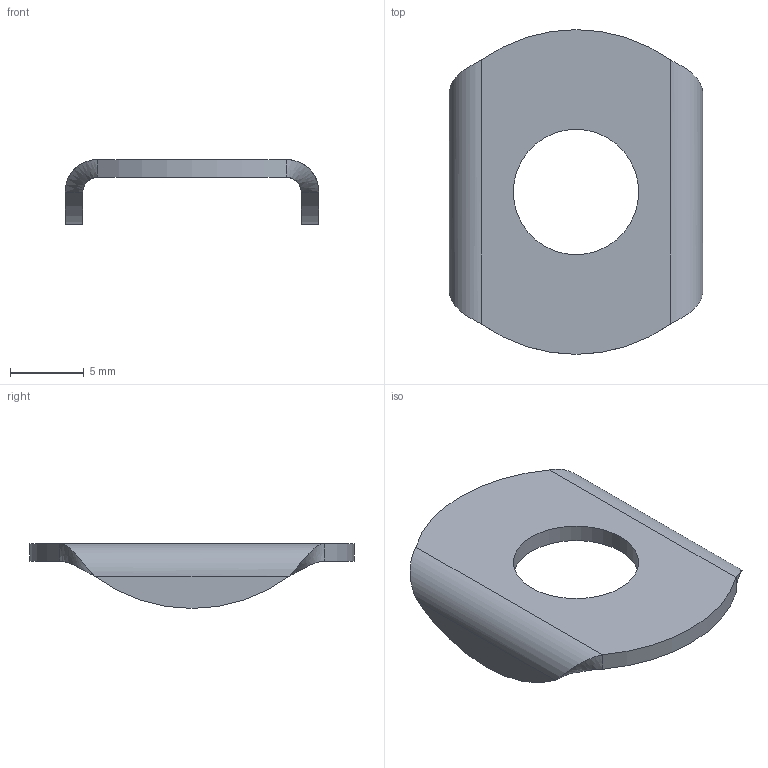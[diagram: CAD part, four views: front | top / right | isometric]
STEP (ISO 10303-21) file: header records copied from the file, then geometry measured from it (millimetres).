
FILE_DESCRIPTION(/* description */ ('FLANGED WASHER'),/* implementation_level */ '2;1');
FILE_NAME(/* name */ 'RW2.stp',/* time_stamp */ '2021-10-21T15:08:11+01:00',/* author */ ('Sandfield Engineering'),/* organization */ ('Sandfield Engineering'),/* preprocessor_version */ 'ST-DEVELOPER v18.1',/* originating_system */ 'Autodesk Inventor 2021',/* authorisation */ '');
FILE_SCHEMA (('AUTOMOTIVE_DESIGN { 1 0 10303 214 3 1 1 }'));
Length unit declared in the file: millimetre
Products named in the file (1): RW2
Bounding box: 17.2 x 22 x 4.4 mm (x, y, z)
Volume: 392.3 mm3; surface area: 769.4 mm2
Topology: 1 solids, 1 shells, 19 faces, 43 edges, 26 vertices
Faces by surface type: cylinder 9, plane 6, bspline 4
Full cylindrical faces by diameter (mm): 8.5 x1
Entity records: 1256 total; most frequent: CARTESIAN_POINT 805, ORIENTED_EDGE 86, DIRECTION 77, EDGE_CURVE 43, VERTEX_POINT 26, AXIS2_PLACEMENT_3D 26, LINE 25, VECTOR 25
